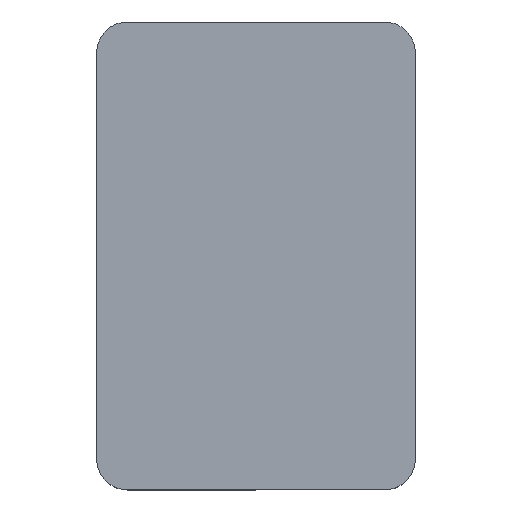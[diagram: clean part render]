
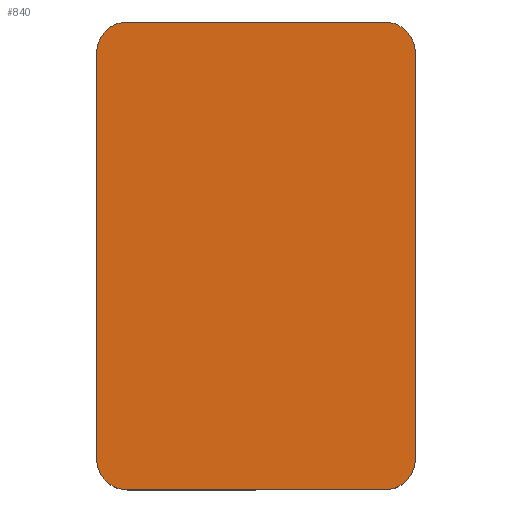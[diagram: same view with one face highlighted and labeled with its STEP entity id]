
A CAD part, top view. The second image highlights one B-rep face of the part: STEP entity #840.
In plain terms, the highlighted planar face has unit normal (0, 0, 1).
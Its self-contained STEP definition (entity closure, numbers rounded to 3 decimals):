
#47=PLANE('',#906);
#89=FACE_OUTER_BOUND('',#131,.T.);
#131=EDGE_LOOP('',(#782,#783,#784,#785,#786,#787,#788,#789));
#222=LINE('',#1359,#320);
#225=LINE('',#1366,#323);
#227=LINE('',#1370,#325);
#229=LINE('',#1376,#327);
#320=VECTOR('',#1111,79.);
#323=VECTOR('',#1120,50.);
#325=VECTOR('',#1124,79.);
#327=VECTOR('',#1132,50.);
#343=CIRCLE('',#885,6.);
#347=CIRCLE('',#897,6.);
#348=CIRCLE('',#900,6.);
#349=CIRCLE('',#904,6.);
#419=VERTEX_POINT('',#1327);
#420=VERTEX_POINT('',#1329);
#424=VERTEX_POINT('',#1352);
#425=VERTEX_POINT('',#1353);
#426=VERTEX_POINT('',#1358);
#427=VERTEX_POINT('',#1362);
#428=VERTEX_POINT('',#1368);
#429=VERTEX_POINT('',#1372);
#526=EDGE_CURVE('',#420,#419,#343,.T.);
#537=EDGE_CURVE('',#424,#425,#347,.T.);
#540=EDGE_CURVE('',#425,#426,#222,.T.);
#543=EDGE_CURVE('',#426,#427,#348,.T.);
#544=EDGE_CURVE('',#427,#420,#225,.T.);
#546=EDGE_CURVE('',#419,#428,#227,.T.);
#547=EDGE_CURVE('',#428,#429,#349,.T.);
#549=EDGE_CURVE('',#429,#424,#229,.T.);
#782=ORIENTED_EDGE('',*,*,#549,.T.);
#783=ORIENTED_EDGE('',*,*,#537,.T.);
#784=ORIENTED_EDGE('',*,*,#540,.T.);
#785=ORIENTED_EDGE('',*,*,#543,.T.);
#786=ORIENTED_EDGE('',*,*,#544,.T.);
#787=ORIENTED_EDGE('',*,*,#526,.T.);
#788=ORIENTED_EDGE('',*,*,#546,.T.);
#789=ORIENTED_EDGE('',*,*,#547,.T.);
#840=ADVANCED_FACE('',(#89),#47,.T.);
#885=AXIS2_PLACEMENT_3D('',#1330,#1074,#1075);
#897=AXIS2_PLACEMENT_3D('',#1354,#1105,#1106);
#900=AXIS2_PLACEMENT_3D('',#1364,#1116,#1117);
#904=AXIS2_PLACEMENT_3D('',#1373,#1127,#1128);
#906=AXIS2_PLACEMENT_3D('',#1377,#1133,#1134);
#1074=DIRECTION('center_axis',(0.,0.,1.));
#1075=DIRECTION('ref_axis',(0.,1.,0.));
#1105=DIRECTION('center_axis',(0.,0.,1.));
#1106=DIRECTION('ref_axis',(0.,-1.,0.));
#1111=DIRECTION('',(0.,1.,0.));
#1116=DIRECTION('center_axis',(0.,0.,1.));
#1117=DIRECTION('ref_axis',(1.,0.,0.));
#1120=DIRECTION('',(-1.,0.,0.));
#1124=DIRECTION('',(0.,-1.,0.));
#1127=DIRECTION('center_axis',(0.,0.,1.));
#1128=DIRECTION('ref_axis',(-1.,0.,0.));
#1132=DIRECTION('',(1.,0.,0.));
#1133=DIRECTION('center_axis',(0.,0.,1.));
#1134=DIRECTION('ref_axis',(1.,0.,0.));
#1327=CARTESIAN_POINT('',(-59.,82.,0.));
#1329=CARTESIAN_POINT('',(-53.,88.,0.));
#1330=CARTESIAN_POINT('Origin',(-53.,82.,0.));
#1352=CARTESIAN_POINT('',(-3.,-3.,0.));
#1353=CARTESIAN_POINT('',(3.,3.,0.));
#1354=CARTESIAN_POINT('Origin',(-3.,3.,0.));
#1358=CARTESIAN_POINT('',(3.,82.,0.));
#1359=CARTESIAN_POINT('',(3.,3.,0.));
#1362=CARTESIAN_POINT('',(-3.,88.,0.));
#1364=CARTESIAN_POINT('Origin',(-3.,82.,0.));
#1366=CARTESIAN_POINT('',(-3.,88.,0.));
#1368=CARTESIAN_POINT('',(-59.,3.,0.));
#1370=CARTESIAN_POINT('',(-59.,82.,0.));
#1372=CARTESIAN_POINT('',(-53.,-3.,0.));
#1373=CARTESIAN_POINT('Origin',(-53.,3.,0.));
#1376=CARTESIAN_POINT('',(-23.5,-3.,0.));
#1377=CARTESIAN_POINT('Origin',(-28.,42.5,0.));
